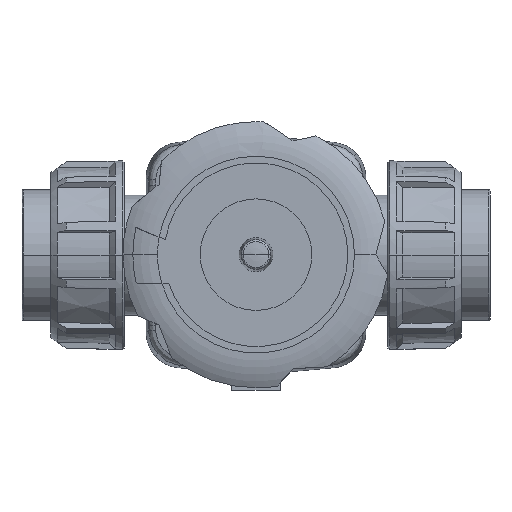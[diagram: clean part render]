
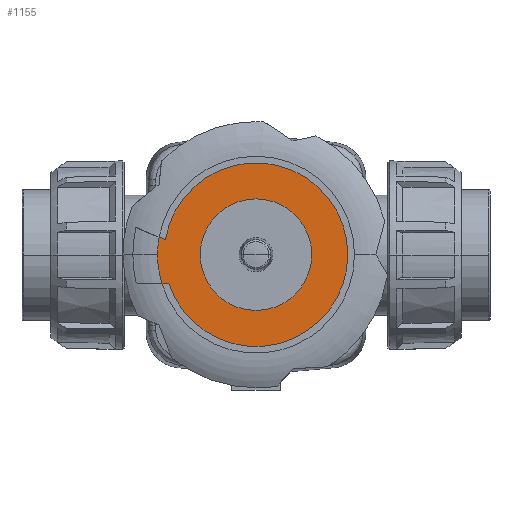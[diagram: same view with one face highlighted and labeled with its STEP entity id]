
A CAD part, top view. The second image highlights one B-rep face of the part: STEP entity #1155.
In plain terms, the highlighted planar face has unit normal (0, 0, 1).
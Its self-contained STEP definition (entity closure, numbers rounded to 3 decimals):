
#1155=ADVANCED_FACE('',(#2288,#2289),#2290,.T.);
#2288=FACE_OUTER_BOUND('',#4728,.T.);
#2289=FACE_BOUND('',#4729,.T.);
#2290=PLANE('',#4730);
#4728=EDGE_LOOP('',(#7966,#7967,#7968,#7969,#7970,#7971));
#4729=EDGE_LOOP('',(#7972,#7973));
#4730=AXIS2_PLACEMENT_3D('',#7974,#7975,#7976);
#7966=ORIENTED_EDGE('',*,*,#9220,.F.);
#7967=ORIENTED_EDGE('',*,*,#9257,.F.);
#7968=ORIENTED_EDGE('',*,*,#9213,.F.);
#7969=ORIENTED_EDGE('',*,*,#9254,.F.);
#7970=ORIENTED_EDGE('',*,*,#9245,.F.);
#7971=ORIENTED_EDGE('',*,*,#9239,.F.);
#7972=ORIENTED_EDGE('',*,*,#9231,.T.);
#7973=ORIENTED_EDGE('',*,*,#9229,.T.);
#7974=CARTESIAN_POINT('',(0.,0.,127.45));
#7975=DIRECTION('',(0.,0.,1.0));
#7976=DIRECTION('',(1.0,0.,0.));
#9213=EDGE_CURVE('',#11071,#11074,#11075,.T.);
#9220=EDGE_CURVE('',#11085,#11081,#11087,.T.);
#9229=EDGE_CURVE('',#11096,#11100,#11102,.T.);
#9231=EDGE_CURVE('',#11100,#11096,#11104,.T.);
#9239=EDGE_CURVE('',#11081,#11113,#11114,.T.);
#9245=EDGE_CURVE('',#11113,#11123,#11124,.T.);
#9254=EDGE_CURVE('',#11123,#11071,#11135,.T.);
#9257=EDGE_CURVE('',#11074,#11085,#11138,.T.);
#11071=VERTEX_POINT('',#14642);
#11074=VERTEX_POINT('',#14645);
#11075=CIRCLE('',#14646,44.4);
#11081=VERTEX_POINT('',#14657);
#11085=VERTEX_POINT('',#14662);
#11087=CIRCLE('',#14665,41.4);
#11096=VERTEX_POINT('',#14674);
#11100=VERTEX_POINT('',#14679);
#11102=CIRCLE('',#14682,25.15);
#11104=CIRCLE('',#14684,25.15);
#11113=VERTEX_POINT('',#14693);
#11114=CIRCLE('',#14694,41.4);
#11123=VERTEX_POINT('',#14707);
#11124=CIRCLE('',#14708,83.217);
#11135=CIRCLE('',#14730,44.4);
#11138=CIRCLE('',#14734,125.0);
#14642=CARTESIAN_POINT('',(-44.4,0.,127.45));
#14645=CARTESIAN_POINT('',(-43.694,7.885,127.45));
#14646=AXIS2_PLACEMENT_3D('',#16344,#16345,#16346);
#14657=CARTESIAN_POINT('',(41.4,0.,127.45));
#14662=CARTESIAN_POINT('',(-40.828,6.856,127.45));
#14665=AXIS2_PLACEMENT_3D('',#16355,#16356,#16357);
#14674=CARTESIAN_POINT('',(-25.15,0.,127.45));
#14679=CARTESIAN_POINT('',(25.15,0.,127.45));
#14682=AXIS2_PLACEMENT_3D('',#16372,#16373,#16374);
#14684=AXIS2_PLACEMENT_3D('',#16375,#16376,#16377);
#14693=CARTESIAN_POINT('',(-39.299,-13.021,127.45));
#14694=AXIS2_PLACEMENT_3D('',#16390,#16391,#16392);
#14707=CARTESIAN_POINT('',(-42.4,-13.176,127.45));
#14708=AXIS2_PLACEMENT_3D('',#16400,#16401,#16402);
#14730=AXIS2_PLACEMENT_3D('',#16413,#16414,#16415);
#14734=AXIS2_PLACEMENT_3D('',#16417,#16418,#16419);
#16344=CARTESIAN_POINT('',(0.,0.,127.45));
#16345=DIRECTION('',(0.,0.,-1.0));
#16346=DIRECTION('',(1.0,0.,0.));
#16355=CARTESIAN_POINT('',(0.,0.,127.45));
#16356=DIRECTION('',(0.,0.,-1.0));
#16357=DIRECTION('',(-1.0,0.,0.));
#16372=CARTESIAN_POINT('',(0.,0.,127.45));
#16373=DIRECTION('',(0.,0.,-1.0));
#16374=DIRECTION('',(-1.0,0.,0.));
#16375=CARTESIAN_POINT('',(0.,0.,127.45));
#16376=DIRECTION('',(0.,0.,-1.0));
#16377=DIRECTION('',(-1.0,0.,0.));
#16390=CARTESIAN_POINT('',(0.,0.,127.45));
#16391=DIRECTION('',(0.,0.,-1.0));
#16392=DIRECTION('',(-1.0,0.,0.));
#16400=CARTESIAN_POINT('',(-45.0,70.,127.45));
#16401=DIRECTION('',(0.0,0.,-1.0));
#16402=DIRECTION('',(-0.024,1.,0.));
#16413=CARTESIAN_POINT('',(0.,0.,127.45));
#16414=DIRECTION('',(0.,0.,-1.0));
#16415=DIRECTION('',(1.0,0.,0.));
#16417=CARTESIAN_POINT('',(0.,125.0,127.45));
#16418=DIRECTION('',(0.,0.,1.0));
#16419=DIRECTION('',(-0.354,-0.935,0.));
